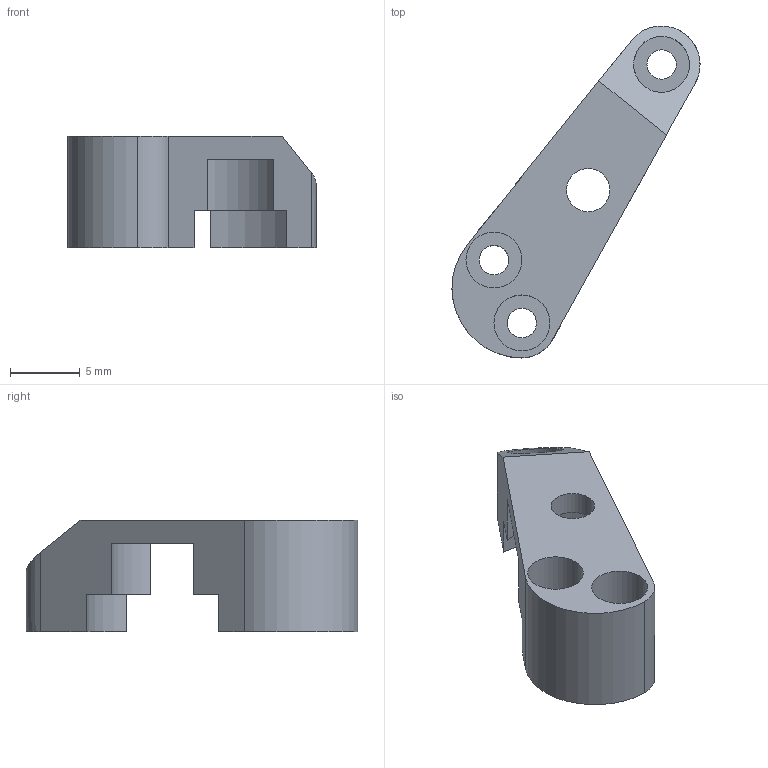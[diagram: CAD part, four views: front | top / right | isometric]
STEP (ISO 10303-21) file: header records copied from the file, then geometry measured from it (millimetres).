
FILE_DESCRIPTION(/* description */ (''),/* implementation_level */ '2;1');
FILE_NAME(/* name */ 'PartD_3D_ipt_698c6cbf.STEP',/* time_stamp */ '2021-11-25T11:05:18-03:00',/* author */ ('Acer'),/* organization */ (''),/* preprocessor_version */ 'ST-DEVELOPER v18.1',/* originating_system */ 'Autodesk Inventor 2020',/* authorisation */ '');
FILE_SCHEMA (('AUTOMOTIVE_DESIGN { 1 0 10303 214 3 1 1 }'));
Length unit declared in the file: millimetre
Products named in the file (1): PartD_3D
Bounding box: 17.75 x 23.75 x 8 mm (x, y, z)
Volume: 645.7 mm3; surface area: 986.3 mm2
Topology: 1 solids, 1 shells, 27 faces, 76 edges, 53 vertices
Faces by surface type: cylinder 15, plane 12
Full cylindrical faces by diameter (mm): 2.1 x3, 3.1 x1, 4 x3
Entity records: 998 total; most frequent: DIRECTION 171, CARTESIAN_POINT 157, ORIENTED_EDGE 152, EDGE_CURVE 76, AXIS2_PLACEMENT_3D 67, VERTEX_POINT 53, EDGE_LOOP 37, LINE 37
